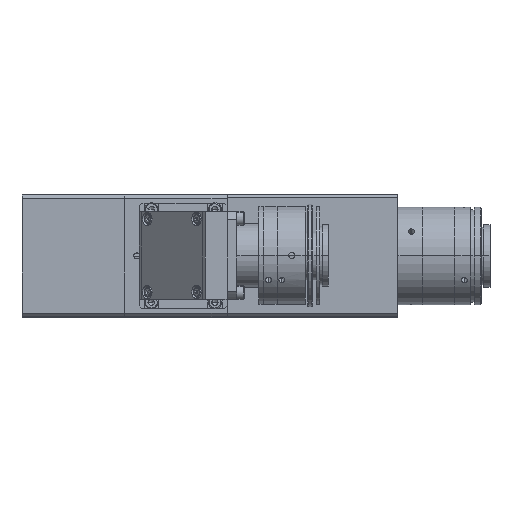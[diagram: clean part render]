
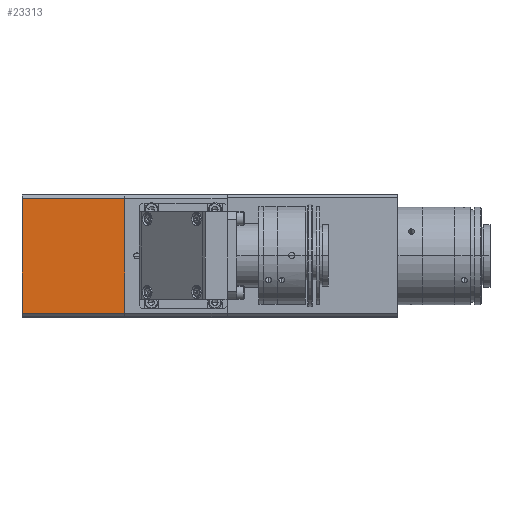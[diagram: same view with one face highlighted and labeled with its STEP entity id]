
A CAD part, top view. The second image highlights one B-rep face of the part: STEP entity #23313.
In plain terms, the highlighted planar face has unit normal (0, 0, 1).
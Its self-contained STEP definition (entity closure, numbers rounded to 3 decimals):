
#187 = DIRECTION ( 'NONE',  ( 1., 0., 0. ) ) ;
#293 = AXIS2_PLACEMENT_3D ( 'NONE', #23792, #10683, #29043 ) ;
#760 = LINE ( 'NONE', #31645, #34034 ) ;
#2107 = EDGE_LOOP ( 'NONE', ( #25352, #30147, #27608, #10802 ) ) ;
#3209 = CARTESIAN_POINT ( 'NONE',  ( -42., 25., 25. ) ) ;
#3268 = VECTOR ( 'NONE', #5708, 1000. ) ;
#4406 = CARTESIAN_POINT ( 'NONE',  ( -84., 23.5, 25. ) ) ;
#4605 = CARTESIAN_POINT ( 'NONE',  ( -42., -23.5, 25. ) ) ;
#5339 = VECTOR ( 'NONE', #33348, 1000. ) ;
#5708 = DIRECTION ( 'NONE',  ( 0., 1., 0. ) ) ;
#7023 = EDGE_CURVE ( 'NONE', #16962, #27648, #20797, .T. ) ;
#10683 = DIRECTION ( 'NONE',  ( 0., 0., -1. ) ) ;
#10802 = ORIENTED_EDGE ( 'NONE', *, *, #17646, .T. ) ;
#12328 = LINE ( 'NONE', #4406, #5339 ) ;
#16333 = EDGE_CURVE ( 'NONE', #30710, #27648, #12328, .T. ) ;
#16962 = VERTEX_POINT ( 'NONE', #18338 ) ;
#17081 = EDGE_CURVE ( 'NONE', #20861, #30710, #30375, .T. ) ;
#17646 = EDGE_CURVE ( 'NONE', #16962, #20861, #760, .T. ) ;
#18338 = CARTESIAN_POINT ( 'NONE',  ( -84., -23.5, 25. ) ) ;
#20797 = LINE ( 'NONE', #26189, #26971 ) ;
#20861 = VERTEX_POINT ( 'NONE', #4605 ) ;
#23313 = ADVANCED_FACE ( 'NONE', ( #27330 ), #26453, .F. ) ;
#23792 = CARTESIAN_POINT ( 'NONE',  ( -84., 25., 25. ) ) ;
#25352 = ORIENTED_EDGE ( 'NONE', *, *, #17081, .T. ) ;
#26189 = CARTESIAN_POINT ( 'NONE',  ( -84., 25., 25. ) ) ;
#26453 = PLANE ( 'NONE',  #293 ) ;
#26971 = VECTOR ( 'NONE', #31361, 1000. ) ;
#27330 = FACE_OUTER_BOUND ( 'NONE', #2107, .T. ) ;
#27440 = CARTESIAN_POINT ( 'NONE',  ( -84., 23.5, 25. ) ) ;
#27608 = ORIENTED_EDGE ( 'NONE', *, *, #7023, .F. ) ;
#27648 = VERTEX_POINT ( 'NONE', #27440 ) ;
#27789 = CARTESIAN_POINT ( 'NONE',  ( -42., 23.5, 25. ) ) ;
#29043 = DIRECTION ( 'NONE',  ( 1., 0., 0. ) ) ;
#30147 = ORIENTED_EDGE ( 'NONE', *, *, #16333, .T. ) ;
#30375 = LINE ( 'NONE', #3209, #3268 ) ;
#30710 = VERTEX_POINT ( 'NONE', #27789 ) ;
#31361 = DIRECTION ( 'NONE',  ( 0., 1., 0. ) ) ;
#31645 = CARTESIAN_POINT ( 'NONE',  ( -84., -23.5, 25. ) ) ;
#33348 = DIRECTION ( 'NONE',  ( -1., 0., 0. ) ) ;
#34034 = VECTOR ( 'NONE', #187, 1000. ) ;
